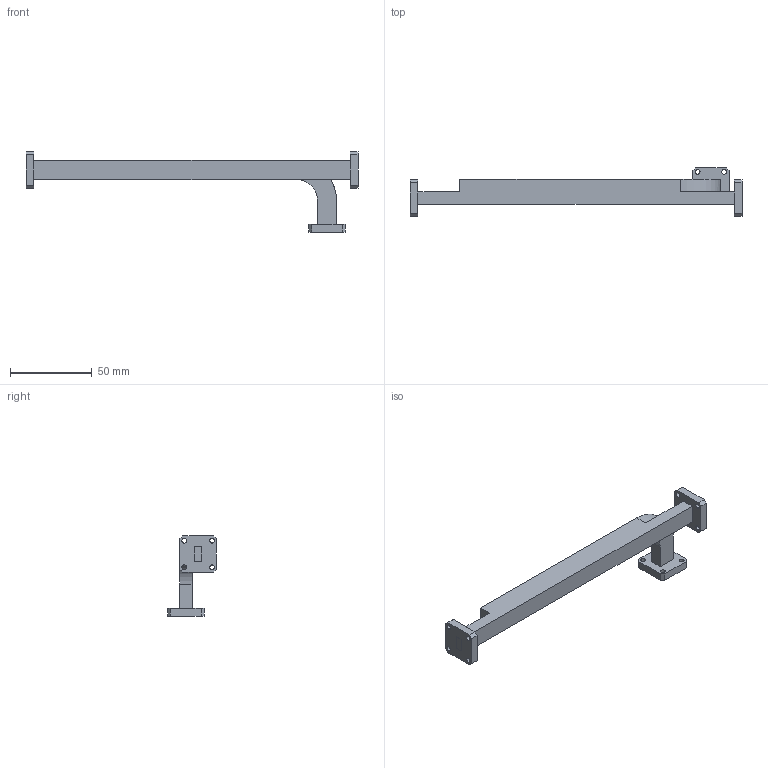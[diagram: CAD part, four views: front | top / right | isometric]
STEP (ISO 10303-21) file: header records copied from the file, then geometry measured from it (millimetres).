
FILE_DESCRIPTION (( 'STEP AP214' ), '1' );
FILE_NAME ('WD-SWH-3-L1.STEP', '2023-05-25T23:17:49', ( '' ), ( '' ), 'SwSTEP 2.0', 'SolidWorks 2021', '' );
FILE_SCHEMA (( 'AUTOMOTIVE_DESIGN' ));
Length unit declared in the file: inch
Products named in the file (1): WD-SWH-3-L1
Bounding box: 203.2 x 29.97 x 49.28 mm (x, y, z)
Volume: 39886 mm3; surface area: 15289.2 mm2
Topology: 1 solids, 1 shells, 81 faces, 218 edges, 145 vertices
Faces by surface type: plane 55, cylinder 26
Entity records: 2625 total; most frequent: CARTESIAN_POINT 445, ORIENTED_EDGE 436, DIRECTION 435, EDGE_CURVE 218, VECTOR 165, LINE 165, VERTEX_POINT 145, AXIS2_PLACEMENT_3D 135
